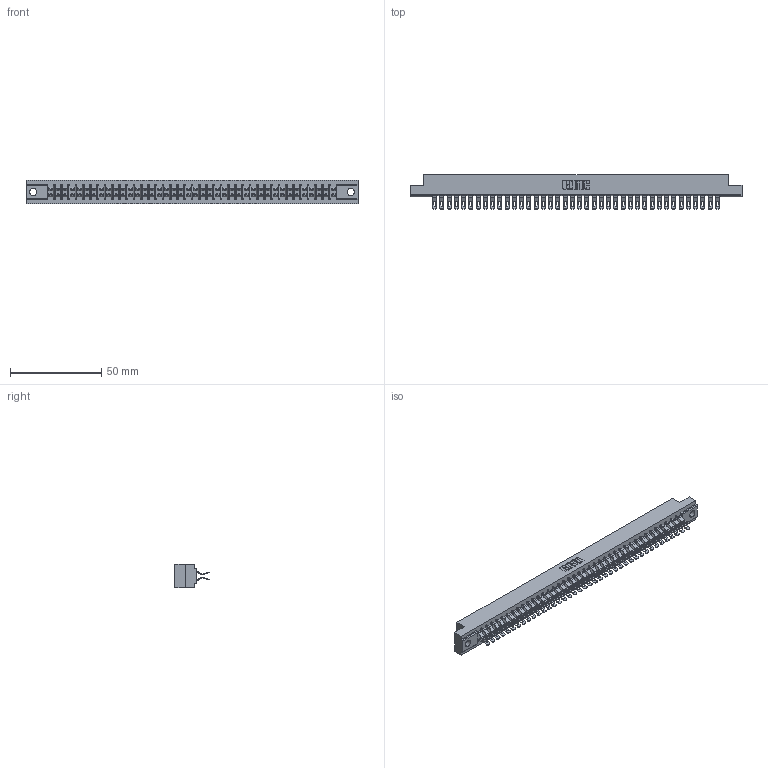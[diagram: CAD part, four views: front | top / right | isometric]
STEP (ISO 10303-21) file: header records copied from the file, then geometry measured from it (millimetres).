
FILE_DESCRIPTION (( 'STEP AP203' ), '1' );
FILE_NAME ('357-080-555-204.STEP', '2019-09-19T15:49:36', ( '' ), ( '' ), 'SwSTEP 2.0', 'SolidWorks 2016', '' );
FILE_SCHEMA (( 'CONFIG_CONTROL_DESIGN' ));
Length unit declared in the file: inch
Products named in the file (3): 307-290-001_555; 357-080-555-204; 307 Part_.156 Dia Mounting Holes
Assembly tree (81 placements, depth 2):
  357-080-555-204
    307 Part_.156 Dia Mounting Holes
    307-290-001_555  x80
Bounding box: 181.51 x 18.75 x 12.7 mm (x, y, z)
Volume: 19419.5 mm3; surface area: 24876.9 mm2
Topology: 81 solids, 81 shells, 5053 faces, 14839 edges, 9674 vertices
Faces by surface type: plane 2804, cylinder 2167, sphere 82
Entity records: 36773 total; most frequent: CARTESIAN_POINT 6026, ORIENTED_EDGE 5972, DIRECTION 5902, EDGE_CURVE 2986, VECTOR 2286, LINE 2286, VERTEX_POINT 1932, AXIS2_PLACEMENT_3D 1808
